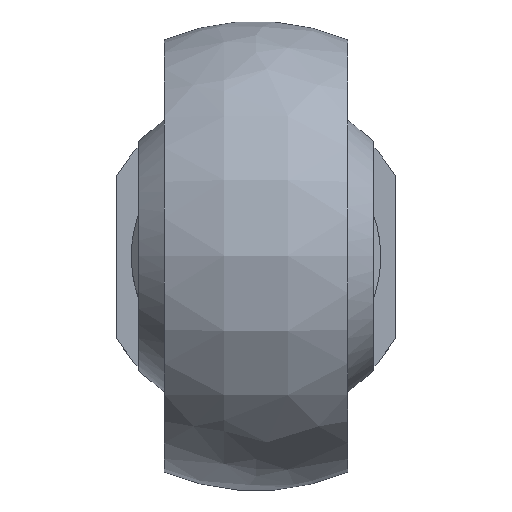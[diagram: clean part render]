
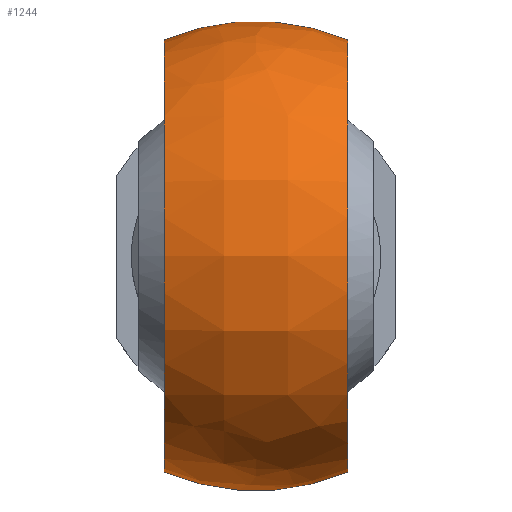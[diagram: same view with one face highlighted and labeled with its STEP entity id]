
A CAD part, top view. The second image highlights one B-rep face of the part: STEP entity #1244.
In plain terms, the highlighted free-form (B-spline) face has degree [3, 3] with [4, 4] control points.
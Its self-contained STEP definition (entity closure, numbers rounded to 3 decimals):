
#67 = ORIENTED_EDGE ( 'NONE', *, *, #996, .T. ) ;
#70 = AXIS2_PLACEMENT_3D ( 'NONE', #1090, #766, #557 ) ;
#76 = CARTESIAN_POINT ( 'NONE',  ( 2.2, 16.447, 50. ) ) ;
#80 = CARTESIAN_POINT ( 'NONE',  ( -2.2, -16.447, 82.895 ) ) ;
#109 = DIRECTION ( 'NONE',  ( -1., 0., 0. ) ) ;
#117 = DIRECTION ( 'NONE',  ( 1., 0., 0. ) ) ;
#165 = CARTESIAN_POINT ( 'NONE',  ( -6.25, -14.729, 50. ) ) ;
#177 = CARTESIAN_POINT ( 'NONE',  ( 2.2, 16.447, 82.895 ) ) ;
#182 = CARTESIAN_POINT ( 'NONE',  ( -2.2, 16.447, 82.895 ) ) ;
#187 = CARTESIAN_POINT ( 'NONE',  ( -6.25, -14.729, 79.458 ) ) ;
#251 =( BOUNDED_SURFACE ( )  B_SPLINE_SURFACE ( 3, 3, ( 
 ( #165, #187, #899, #1225 ),
 ( #1216, #80, #182, #982 ),
 ( #993, #474, #177, #76 ),
 ( #901, #679, #594, #584 ) ),
 .UNSPECIFIED., .F., .F., .T. ) 
 B_SPLINE_SURFACE_WITH_KNOTS ( ( 4, 4 ),
 ( 4, 4 ),
 ( 0., 1. ),
 ( 0., 1. ),
 .UNSPECIFIED. ) 
 GEOMETRIC_REPRESENTATION_ITEM ( )  RATIONAL_B_SPLINE_SURFACE ( (
 ( 1., 0.333, 0.333, 1.),
 ( 0.947, 0.316, 0.316, 0.947),
 ( 0.947, 0.316, 0.316, 0.947),
 ( 1., 0.333, 0.333, 1.) ) ) 
 REPRESENTATION_ITEM ( '' )  SURFACE ( )  );
#320 = VERTEX_POINT ( 'NONE', #620 ) ;
#474 = CARTESIAN_POINT ( 'NONE',  ( 2.2, -16.447, 82.895 ) ) ;
#489 = FACE_OUTER_BOUND ( 'NONE', #1035, .T. ) ;
#510 = AXIS2_PLACEMENT_3D ( 'NONE', #708, #835, #109 ) ;
#538 = AXIS2_PLACEMENT_3D ( 'NONE', #833, #117, #630 ) ;
#547 = ORIENTED_EDGE ( 'NONE', *, *, #609, .T. ) ;
#557 = DIRECTION ( 'NONE',  ( -1., 0., 0. ) ) ;
#565 = AXIS2_PLACEMENT_3D ( 'NONE', #1036, #628, #1156 ) ;
#584 = CARTESIAN_POINT ( 'NONE',  ( 6.25, 14.729, 50. ) ) ;
#594 = CARTESIAN_POINT ( 'NONE',  ( 6.25, 14.729, 79.458 ) ) ;
#609 = EDGE_CURVE ( 'NONE', #706, #1331, #1094, .T. ) ;
#620 = CARTESIAN_POINT ( 'NONE',  ( 6.25, 14.729, 50. ) ) ;
#628 = DIRECTION ( 'NONE',  ( -1., 0., 0. ) ) ;
#630 = DIRECTION ( 'NONE',  ( 0., 0., 1. ) ) ;
#679 = CARTESIAN_POINT ( 'NONE',  ( 6.25, -14.729, 79.458 ) ) ;
#691 = CARTESIAN_POINT ( 'NONE',  ( -6.25, -14.729, 50. ) ) ;
#706 = VERTEX_POINT ( 'NONE', #691 ) ;
#708 = CARTESIAN_POINT ( 'NONE',  ( 0., 0., 50. ) ) ;
#750 = ORIENTED_EDGE ( 'NONE', *, *, #752, .T. ) ;
#752 = EDGE_CURVE ( 'NONE', #1331, #320, #1008, .T. ) ;
#766 = DIRECTION ( 'NONE',  ( 0., 0., 1. ) ) ;
#802 = CIRCLE ( 'NONE', #510, 16. ) ;
#811 = ORIENTED_EDGE ( 'NONE', *, *, #819, .F. ) ;
#819 = EDGE_CURVE ( 'NONE', #1100, #320, #802, .T. ) ;
#833 = CARTESIAN_POINT ( 'NONE',  ( -6.25, 0., 50. ) ) ;
#835 = DIRECTION ( 'NONE',  ( 0., 0., -1. ) ) ;
#899 = CARTESIAN_POINT ( 'NONE',  ( -6.25, 14.729, 79.458 ) ) ;
#901 = CARTESIAN_POINT ( 'NONE',  ( 6.25, -14.729, 50. ) ) ;
#939 = CARTESIAN_POINT ( 'NONE',  ( -6.25, 14.729, 50. ) ) ;
#955 = CARTESIAN_POINT ( 'NONE',  ( 6.25, -14.729, 50. ) ) ;
#982 = CARTESIAN_POINT ( 'NONE',  ( -2.2, 16.447, 50. ) ) ;
#992 = CIRCLE ( 'NONE', #538, 14.729 ) ;
#993 = CARTESIAN_POINT ( 'NONE',  ( 2.2, -16.447, 50. ) ) ;
#996 = EDGE_CURVE ( 'NONE', #1100, #706, #992, .T. ) ;
#1008 = CIRCLE ( 'NONE', #565, 14.729 ) ;
#1035 = EDGE_LOOP ( 'NONE', ( #67, #547, #750, #811 ) ) ;
#1036 = CARTESIAN_POINT ( 'NONE',  ( 6.25, 0., 50. ) ) ;
#1090 = CARTESIAN_POINT ( 'NONE',  ( 0., 0., 50. ) ) ;
#1094 = CIRCLE ( 'NONE', #70, 16. ) ;
#1100 = VERTEX_POINT ( 'NONE', #939 ) ;
#1156 = DIRECTION ( 'NONE',  ( 0., 0., 1. ) ) ;
#1216 = CARTESIAN_POINT ( 'NONE',  ( -2.2, -16.447, 50. ) ) ;
#1225 = CARTESIAN_POINT ( 'NONE',  ( -6.25, 14.729, 50. ) ) ;
#1244 = ADVANCED_FACE ( 'NONE', ( #489 ), #251, .T. ) ;
#1331 = VERTEX_POINT ( 'NONE', #955 ) ;
